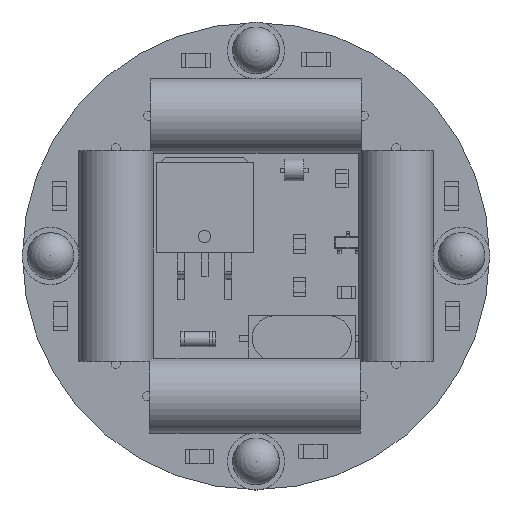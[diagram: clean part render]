
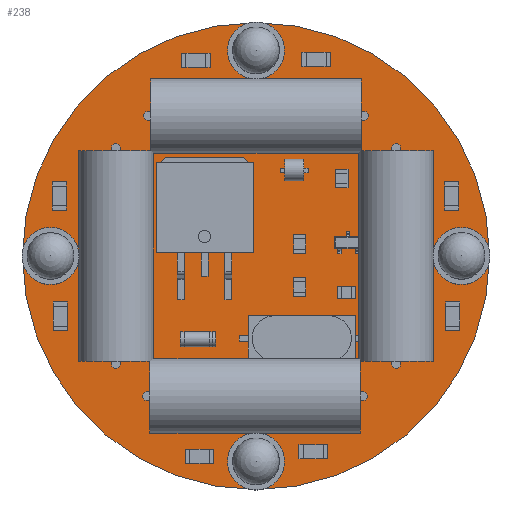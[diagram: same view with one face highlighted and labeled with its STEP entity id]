
A CAD part, top view. The second image highlights one B-rep face of the part: STEP entity #238.
In plain terms, the highlighted planar face has unit normal (0, 0, 1).
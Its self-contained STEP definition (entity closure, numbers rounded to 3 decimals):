
#203 = VERTEX_POINT('',#204);
#204 = CARTESIAN_POINT('',(25.,0.,0.));
#210 = EDGE_CURVE('',#203,#203,#211,.T.);
#211 = CIRCLE('',#212,25.);
#212 = AXIS2_PLACEMENT_3D('',#213,#214,#215);
#213 = CARTESIAN_POINT('',(0.,0.,0.));
#214 = DIRECTION('',(0.,0.,1.));
#215 = DIRECTION('',(1.,0.,0.));
#238 = ADVANCED_FACE('',(#239),#242,.F.);
#239 = FACE_BOUND('',#240,.T.);
#240 = EDGE_LOOP('',(#241));
#241 = ORIENTED_EDGE('',*,*,#210,.T.);
#242 = PLANE('',#243);
#243 = AXIS2_PLACEMENT_3D('',#244,#245,#246);
#244 = CARTESIAN_POINT('',(25.,0.,0.));
#245 = DIRECTION('',(0.,0.,-1.));
#246 = DIRECTION('',(-1.,0.,0.));
